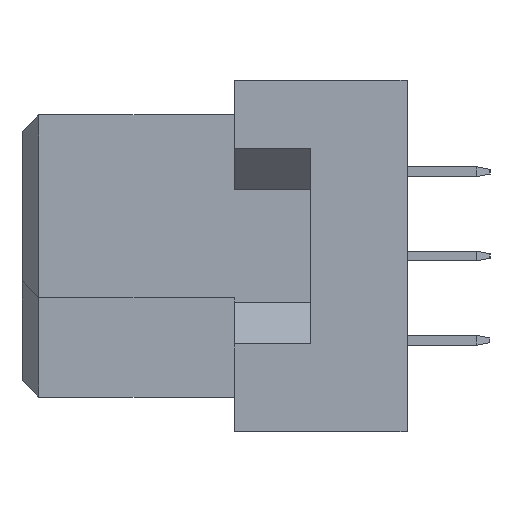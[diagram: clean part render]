
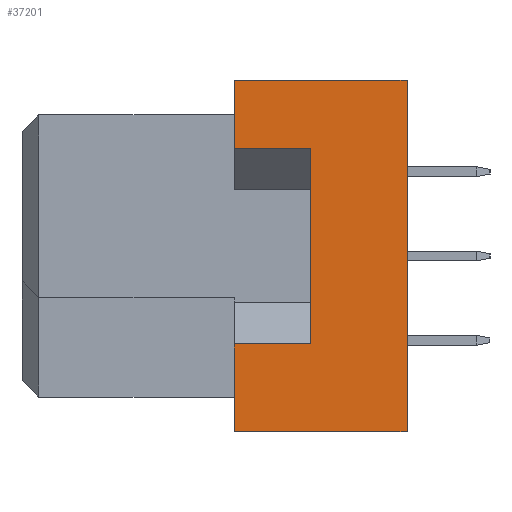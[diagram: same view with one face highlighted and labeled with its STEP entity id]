
A CAD part, left-side view. The second image highlights one B-rep face of the part: STEP entity #37201.
In plain terms, the highlighted planar face has unit normal (-1, 0, 0).
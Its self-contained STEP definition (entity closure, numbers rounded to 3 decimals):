
#795 = EDGE_CURVE ( 'NONE', #20025, #10160, #35537, .T. ) ;
#1237 = CARTESIAN_POINT ( 'NONE',  ( -47.5, -6.4, 5.3 ) ) ;
#1731 = CARTESIAN_POINT ( 'NONE',  ( -47.5, -8.7, -2.65 ) ) ;
#1897 = ORIENTED_EDGE ( 'NONE', *, *, #38135, .F. ) ;
#1981 = CARTESIAN_POINT ( 'NONE',  ( -47.5, -6.4, -5.3 ) ) ;
#3539 = CARTESIAN_POINT ( 'NONE',  ( -47.5, -8.7, 3.25 ) ) ;
#3907 = CARTESIAN_POINT ( 'NONE',  ( -47.5, -8.7, 3.25 ) ) ;
#4143 = CARTESIAN_POINT ( 'NONE',  ( -47.5, -8.7, -2.65 ) ) ;
#4569 = EDGE_CURVE ( 'NONE', #12188, #39023, #39129, .T. ) ;
#5086 = CARTESIAN_POINT ( 'NONE',  ( -47.5, -11.6, 5.3 ) ) ;
#5119 = DIRECTION ( 'NONE',  ( 0., 1., 0. ) ) ;
#5165 = DIRECTION ( 'NONE',  ( 0., 0., 1. ) ) ;
#6258 = DIRECTION ( 'NONE',  ( 0., 0., 1. ) ) ;
#6662 = VECTOR ( 'NONE', #33530, 1000. ) ;
#7713 = VERTEX_POINT ( 'NONE', #24533 ) ;
#8717 = VECTOR ( 'NONE', #6258, 1000. ) ;
#8745 = CARTESIAN_POINT ( 'NONE',  ( -47.5, -6.4, -2.65 ) ) ;
#8967 = VECTOR ( 'NONE', #36160, 1000. ) ;
#9138 = CARTESIAN_POINT ( 'NONE',  ( -47.5, -8.7, -2.65 ) ) ;
#10160 = VERTEX_POINT ( 'NONE', #1237 ) ;
#10691 = ORIENTED_EDGE ( 'NONE', *, *, #4569, .T. ) ;
#12188 = VERTEX_POINT ( 'NONE', #1731 ) ;
#12730 = EDGE_CURVE ( 'NONE', #12188, #13084, #31725, .T. ) ;
#12841 = ORIENTED_EDGE ( 'NONE', *, *, #31028, .T. ) ;
#12979 = VERTEX_POINT ( 'NONE', #26731 ) ;
#13084 = VERTEX_POINT ( 'NONE', #3907 ) ;
#14142 = DIRECTION ( 'NONE',  ( -1., 0., 0. ) ) ;
#14994 = LINE ( 'NONE', #15369, #8717 ) ;
#15369 = CARTESIAN_POINT ( 'NONE',  ( -47.5, -6.4, -5.3 ) ) ;
#16943 = PLANE ( 'NONE',  #30842 ) ;
#17215 = CARTESIAN_POINT ( 'NONE',  ( -47.5, -6.4, 3.25 ) ) ;
#18281 = VECTOR ( 'NONE', #37879, 1000. ) ;
#18434 = EDGE_CURVE ( 'NONE', #13084, #20025, #21407, .T. ) ;
#19211 = DIRECTION ( 'NONE',  ( 0., 0., 1. ) ) ;
#19400 = VECTOR ( 'NONE', #5119, 1000. ) ;
#19713 = CARTESIAN_POINT ( 'NONE',  ( -47.5, -11.6, 5.3 ) ) ;
#20025 = VERTEX_POINT ( 'NONE', #17215 ) ;
#20276 = ORIENTED_EDGE ( 'NONE', *, *, #795, .F. ) ;
#20382 = VECTOR ( 'NONE', #5165, 1000. ) ;
#21407 = LINE ( 'NONE', #3539, #6662 ) ;
#22952 = CARTESIAN_POINT ( 'NONE',  ( -47.5, -11.6, 5.3 ) ) ;
#23258 = VECTOR ( 'NONE', #38037, 1000. ) ;
#24533 = CARTESIAN_POINT ( 'NONE',  ( -47.5, -6.4, -5.3 ) ) ;
#25453 = FACE_OUTER_BOUND ( 'NONE', #26947, .T. ) ;
#25468 = ORIENTED_EDGE ( 'NONE', *, *, #12730, .F. ) ;
#25743 = LINE ( 'NONE', #22952, #18281 ) ;
#25918 = LINE ( 'NONE', #5086, #23258 ) ;
#26685 = CARTESIAN_POINT ( 'NONE',  ( -47.5, -11.6, -5.3 ) ) ;
#26731 = CARTESIAN_POINT ( 'NONE',  ( -47.5, -11.6, 5.3 ) ) ;
#26947 = EDGE_LOOP ( 'NONE', ( #10691, #1897, #34669, #35611, #12841, #20276, #26991, #25468 ) ) ;
#26991 = ORIENTED_EDGE ( 'NONE', *, *, #18434, .F. ) ;
#27847 = VERTEX_POINT ( 'NONE', #37499 ) ;
#30842 = AXIS2_PLACEMENT_3D ( 'NONE', #19713, #14142, #34594 ) ;
#31028 = EDGE_CURVE ( 'NONE', #12979, #10160, #25743, .T. ) ;
#31725 = LINE ( 'NONE', #4143, #39217 ) ;
#32656 = LINE ( 'NONE', #26685, #19400 ) ;
#33530 = DIRECTION ( 'NONE',  ( 0., 1., 0. ) ) ;
#34594 = DIRECTION ( 'NONE',  ( 0., 0., 1. ) ) ;
#34669 = ORIENTED_EDGE ( 'NONE', *, *, #36296, .F. ) ;
#35537 = LINE ( 'NONE', #1981, #20382 ) ;
#35611 = ORIENTED_EDGE ( 'NONE', *, *, #38066, .T. ) ;
#36160 = DIRECTION ( 'NONE',  ( 0., 1., 0. ) ) ;
#36296 = EDGE_CURVE ( 'NONE', #27847, #7713, #32656, .T. ) ;
#37201 = ADVANCED_FACE ( 'NONE', ( #25453 ), #16943, .T. ) ;
#37499 = CARTESIAN_POINT ( 'NONE',  ( -47.5, -11.6, -5.3 ) ) ;
#37879 = DIRECTION ( 'NONE',  ( 0., 1., 0. ) ) ;
#38037 = DIRECTION ( 'NONE',  ( 0., 0., 1. ) ) ;
#38066 = EDGE_CURVE ( 'NONE', #27847, #12979, #25918, .T. ) ;
#38135 = EDGE_CURVE ( 'NONE', #7713, #39023, #14994, .T. ) ;
#39023 = VERTEX_POINT ( 'NONE', #8745 ) ;
#39129 = LINE ( 'NONE', #9138, #8967 ) ;
#39217 = VECTOR ( 'NONE', #19211, 1000. ) ;
